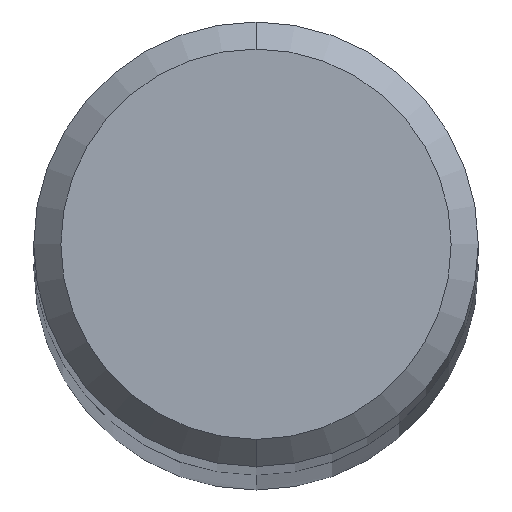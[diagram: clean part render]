
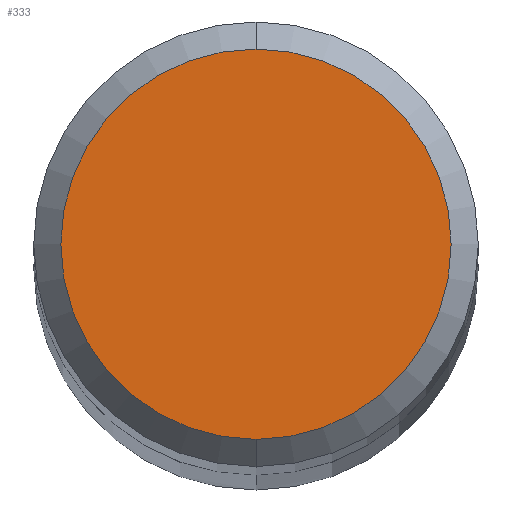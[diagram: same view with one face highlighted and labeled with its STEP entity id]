
A CAD part, top view. The second image highlights one B-rep face of the part: STEP entity #333.
In plain terms, the highlighted planar face has unit normal (0, 0, 1).
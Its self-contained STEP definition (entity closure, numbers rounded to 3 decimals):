
#165=EDGE_CURVE('',#285,#189,#425,.T.);
#189=VERTEX_POINT('',#453);
#193=EDGE_CURVE('',#189,#285,#457,.T.);
#285=VERTEX_POINT('',#557);
#333=ADVANCED_FACE('',(#610),#611,.T.);
#425=CIRCLE('',#701,3.6);
#453=CARTESIAN_POINT('',(0.,-3.6,88.0));
#457=CIRCLE('',#755,3.6);
#557=CARTESIAN_POINT('',(0.0,3.6,88.0));
#610=FACE_OUTER_BOUND('',#1121,.T.);
#611=PLANE('',#1122);
#701=AXIS2_PLACEMENT_3D('',#1289,#1290,#1291);
#755=AXIS2_PLACEMENT_3D('',#1332,#1333,#1334);
#1121=EDGE_LOOP('',(#1499,#1500));
#1122=AXIS2_PLACEMENT_3D('',#1501,#1502,#1503);
#1289=CARTESIAN_POINT('',(0.0,0.0,88.0));
#1290=DIRECTION('',(0.0,0.0,-1.0));
#1291=DIRECTION('',(0.0,1.0,0.0));
#1332=CARTESIAN_POINT('',(0.0,0.0,88.0));
#1333=DIRECTION('',(0.0,0.0,-1.0));
#1334=DIRECTION('',(0.0,1.0,0.0));
#1499=ORIENTED_EDGE('',*,*,#165,.F.);
#1500=ORIENTED_EDGE('',*,*,#193,.F.);
#1501=CARTESIAN_POINT('',(0.0,1.8,88.0));
#1502=DIRECTION('',(0.0,0.0,1.0));
#1503=DIRECTION('',(0.0,-1.0,0.0));
